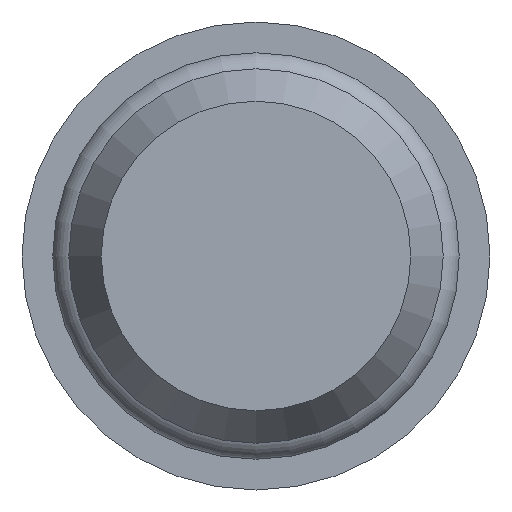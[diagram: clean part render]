
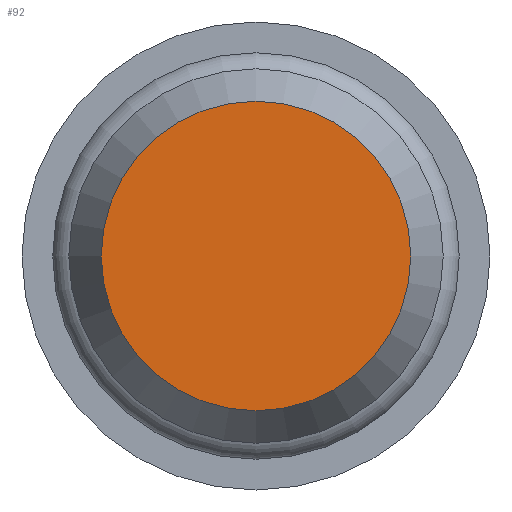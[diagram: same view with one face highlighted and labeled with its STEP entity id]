
A CAD part, front view. The second image highlights one B-rep face of the part: STEP entity #92.
In plain terms, the highlighted planar face has unit normal (0, -1, 0).
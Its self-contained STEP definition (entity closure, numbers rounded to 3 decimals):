
#92 = ADVANCED_FACE( 'NONE', ( #149 ), #150, .T. );
#149 = FACE_OUTER_BOUND( '', #223, .T. );
#150 = PLANE( '', #224 );
#223 = EDGE_LOOP( '', ( #394 ) );
#224 = AXIS2_PLACEMENT_3D( '', #395, #396, #397 );
#394 = ORIENTED_EDGE( '', *, *, #540, .T. );
#395 = CARTESIAN_POINT( '', ( 0., 0., 0. ) );
#396 = DIRECTION( '', ( 0., -1., 0. ) );
#397 = DIRECTION( '', ( 0., 0., -1. ) );
#540 = EDGE_CURVE( 'NONE', #650, #650, #651, .T. );
#650 = VERTEX_POINT( '', #879 );
#651 = CIRCLE( '', #880, 4.961 );
#879 = CARTESIAN_POINT( '', ( 0., 0., -4.961 ) );
#880 = AXIS2_PLACEMENT_3D( '', #979, #980, #981 );
#979 = CARTESIAN_POINT( '', ( 0., 0., 0. ) );
#980 = DIRECTION( '', ( 0., -1., 0. ) );
#981 = DIRECTION( '', ( 0., 0., -1. ) );
